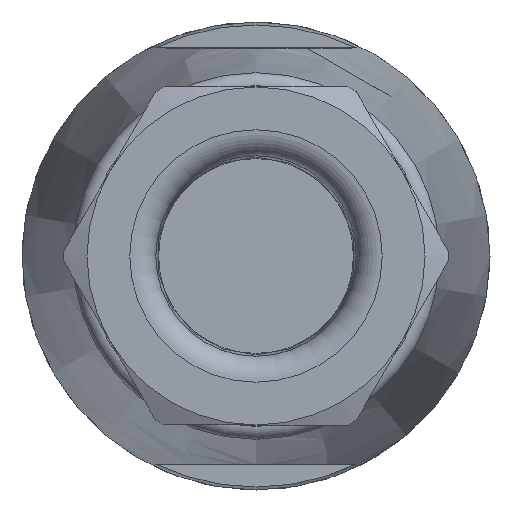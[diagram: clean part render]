
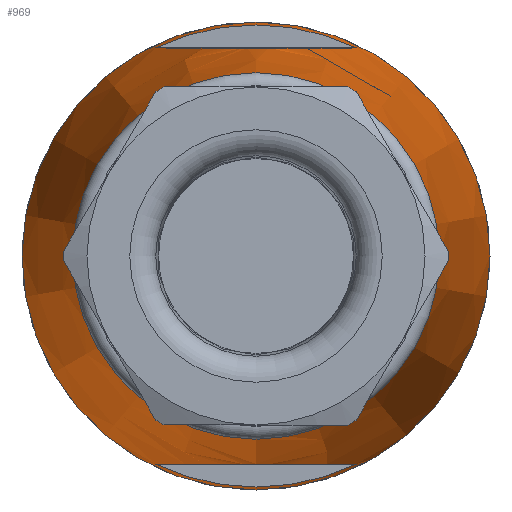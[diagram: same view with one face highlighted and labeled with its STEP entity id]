
A CAD part, left-side view. The second image highlights one B-rep face of the part: STEP entity #969.
In plain terms, the highlighted conical face has half-angle 6.52 degrees and reference radius 9 mm.
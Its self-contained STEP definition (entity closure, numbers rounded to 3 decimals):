
#741=CONICAL_SURFACE('',#3000,9.,6.52);
#969=ADVANCED_FACE('',(#1434,#1435,#1436,#1437),#741,.T.);
#1392=B_SPLINE_CURVE_WITH_KNOTS('',3,(#4446,#4447,#4448,#4449,#4450,#4451,
#4452,#4453,#4454,#4455,#4456,#4457,#4458,#4459,#4460,#4461,#4462,#4463),
 .UNSPECIFIED.,.F.,.F.,(4,2,2,2,2,2,2,2,4),(0.,0.25,0.375,0.438,0.5,0.563,
0.625,0.75,1.),.UNSPECIFIED.);
#1393=B_SPLINE_CURVE_WITH_KNOTS('',3,(#4467,#4468,#4469,#4470,#4471,#4472,
#4473,#4474,#4475,#4476,#4477,#4478,#4479,#4480,#4481,#4482,#4483,#4484),
 .UNSPECIFIED.,.F.,.F.,(4,2,2,2,2,2,2,2,4),(0.,0.25,0.375,0.438,0.5,0.563,
0.625,0.75,1.),.UNSPECIFIED.);
#1434=FACE_BOUND('',#1534,.T.);
#1435=FACE_BOUND('',#1535,.T.);
#1436=FACE_BOUND('',#1536,.T.);
#1437=FACE_BOUND('',#1537,.T.);
#1534=EDGE_LOOP('',(#1819));
#1535=EDGE_LOOP('',(#1820));
#1536=EDGE_LOOP('',(#1821,#1822));
#1537=EDGE_LOOP('',(#1823,#1824));
#1819=ORIENTED_EDGE('',*,*,#2564,.T.);
#1820=ORIENTED_EDGE('',*,*,#2565,.F.);
#1821=ORIENTED_EDGE('',*,*,#2566,.T.);
#1822=ORIENTED_EDGE('',*,*,#2567,.T.);
#1823=ORIENTED_EDGE('',*,*,#2568,.F.);
#1824=ORIENTED_EDGE('',*,*,#2569,.F.);
#2327=VERTEX_POINT('',#4443);
#2328=VERTEX_POINT('',#4445);
#2329=VERTEX_POINT('',#4464);
#2330=VERTEX_POINT('',#4465);
#2331=VERTEX_POINT('',#4485);
#2332=VERTEX_POINT('',#4486);
#2564=EDGE_CURVE('',#2327,#2327,#2848,.T.);
#2565=EDGE_CURVE('',#2328,#2328,#2849,.T.);
#2566=EDGE_CURVE('',#2329,#2330,#1392,.T.);
#2567=EDGE_CURVE('',#2330,#2329,#2850,.T.);
#2568=EDGE_CURVE('',#2331,#2332,#1393,.T.);
#2569=EDGE_CURVE('',#2332,#2331,#2851,.T.);
#2848=CIRCLE('',#2996,9.);
#2849=CIRCLE('',#2997,7.051);
#2850=CIRCLE('',#2998,8.886);
#2851=CIRCLE('',#2999,8.886);
#2996=AXIS2_PLACEMENT_3D('',#4442,#3346,#3347);
#2997=AXIS2_PLACEMENT_3D('',#4444,#3348,#3349);
#2998=AXIS2_PLACEMENT_3D('',#4466,#3350,#3351);
#2999=AXIS2_PLACEMENT_3D('',#4487,#3352,#3353);
#3000=AXIS2_PLACEMENT_3D('',#4488,#3354,#3355);
#3346=DIRECTION('',(-1.,0.,0.));
#3347=DIRECTION('',(0.,0.,-1.));
#3348=DIRECTION('',(-1.,0.,0.));
#3349=DIRECTION('',(0.,0.,-1.));
#3350=DIRECTION('',(1.,0.,0.));
#3351=DIRECTION('',(0.,-1.,0.));
#3352=DIRECTION('',(-1.,0.,0.));
#3353=DIRECTION('',(0.,1.,0.));
#3354=DIRECTION('',(1.,0.,0.));
#3355=DIRECTION('',(0.,0.,1.));
#4442=CARTESIAN_POINT('',(-0.5,0.,0.));
#4443=CARTESIAN_POINT('',(-0.5,0.,-9.));
#4444=CARTESIAN_POINT('',(-17.557,0.,0.));
#4445=CARTESIAN_POINT('',(-17.557,0.,-7.051));
#4446=CARTESIAN_POINT('',(-1.5,3.867,-8.));
#4447=CARTESIAN_POINT('',(-2.925,3.493,-8.));
#4448=CARTESIAN_POINT('',(-4.341,3.088,-8.));
#4449=CARTESIAN_POINT('',(-6.42,2.311,-8.));
#4450=CARTESIAN_POINT('',(-7.115,2.023,-8.));
#4451=CARTESIAN_POINT('',(-8.091,1.473,-8.));
#4452=CARTESIAN_POINT('',(-8.405,1.272,-8.));
#4453=CARTESIAN_POINT('',(-8.962,0.769,-8.));
#4454=CARTESIAN_POINT('',(-9.222,0.445,-8.));
#4455=CARTESIAN_POINT('',(-9.274,-0.324,-8.));
#4456=CARTESIAN_POINT('',(-9.041,-0.673,-8.));
#4457=CARTESIAN_POINT('',(-8.5,-1.203,-8.));
#4458=CARTESIAN_POINT('',(-8.18,-1.416,-8.));
#4459=CARTESIAN_POINT('',(-7.205,-1.983,-8.));
#4460=CARTESIAN_POINT('',(-6.506,-2.276,-8.));
#4461=CARTESIAN_POINT('',(-4.392,-3.074,-8.));
#4462=CARTESIAN_POINT('',(-2.95,-3.487,-8.));
#4463=CARTESIAN_POINT('',(-1.5,-3.867,-8.));
#4464=CARTESIAN_POINT('',(-1.5,3.867,-8.));
#4465=CARTESIAN_POINT('',(-1.5,-3.867,-8.));
#4466=CARTESIAN_POINT('',(-1.5,0.,0.));
#4467=CARTESIAN_POINT('',(-1.5,3.867,8.));
#4468=CARTESIAN_POINT('',(-2.925,3.493,8.));
#4469=CARTESIAN_POINT('',(-4.341,3.088,8.));
#4470=CARTESIAN_POINT('',(-6.42,2.311,8.));
#4471=CARTESIAN_POINT('',(-7.115,2.023,8.));
#4472=CARTESIAN_POINT('',(-8.091,1.473,8.));
#4473=CARTESIAN_POINT('',(-8.405,1.272,8.));
#4474=CARTESIAN_POINT('',(-8.962,0.769,8.));
#4475=CARTESIAN_POINT('',(-9.222,0.445,8.));
#4476=CARTESIAN_POINT('',(-9.274,-0.324,8.));
#4477=CARTESIAN_POINT('',(-9.041,-0.673,8.));
#4478=CARTESIAN_POINT('',(-8.5,-1.203,8.));
#4479=CARTESIAN_POINT('',(-8.18,-1.416,8.));
#4480=CARTESIAN_POINT('',(-7.205,-1.983,8.));
#4481=CARTESIAN_POINT('',(-6.506,-2.276,8.));
#4482=CARTESIAN_POINT('',(-4.392,-3.074,8.));
#4483=CARTESIAN_POINT('',(-2.95,-3.487,8.));
#4484=CARTESIAN_POINT('',(-1.5,-3.867,8.));
#4485=CARTESIAN_POINT('',(-1.5,3.867,8.));
#4486=CARTESIAN_POINT('',(-1.5,-3.867,8.));
#4487=CARTESIAN_POINT('',(-1.5,0.,0.));
#4488=CARTESIAN_POINT('',(-0.5,0.,0.));
